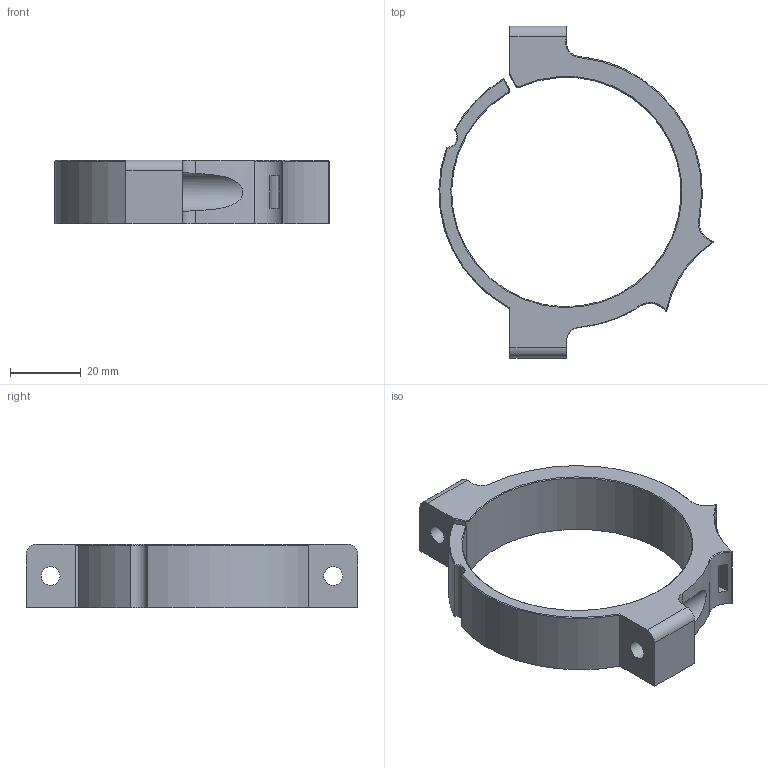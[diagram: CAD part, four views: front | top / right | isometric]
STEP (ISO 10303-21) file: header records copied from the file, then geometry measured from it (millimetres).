
FILE_DESCRIPTION(/* description */ (''),/* implementation_level */ '2;1');
FILE_NAME(/* name */ 'makita-tool-mount_2.5in_xl-zip_aza_v1.step',/* time_stamp */ '2023-01-05T20:44:54-08:00',/* author */ (''),/* organization */ (''),/* preprocessor_version */ 'ST-DEVELOPER v19.2',/* originating_system */ 'Autodesk Translation Framework v11.17.0.187',/* authorisation */ '');
FILE_SCHEMA (('AUTOMOTIVE_DESIGN { 1 0 10303 214 3 1 1 }'));
Length unit declared in the file: millimetre
Products named in the file (1): makita-tool-mount_2.5in_xl-zip_aza_v1
Bounding box: 77.64 x 94 x 18 mm (x, y, z)
Volume: 24733.1 mm3; surface area: 13214.7 mm2
Topology: 1 solids, 1 shells, 54 faces, 143 edges, 89 vertices
Faces by surface type: cylinder 25, plane 16, cone 13
Full cylindrical faces by diameter (mm): 5.3 x2, 11 x2
Entity records: 1831 total; most frequent: CARTESIAN_POINT 443, DIRECTION 294, ORIENTED_EDGE 282, EDGE_CURVE 141, AXIS2_PLACEMENT_3D 116, VERTEX_POINT 89, LINE 62, VECTOR 62
